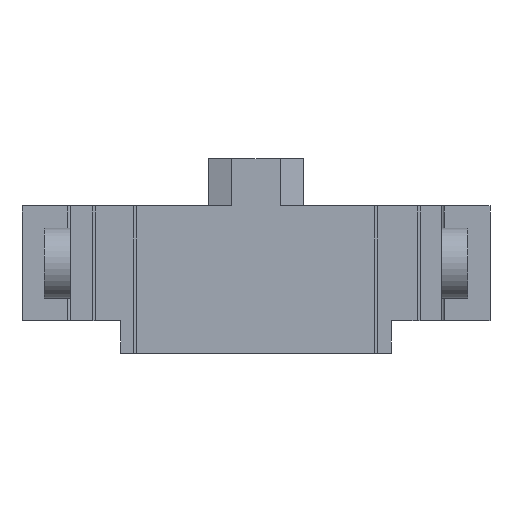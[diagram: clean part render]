
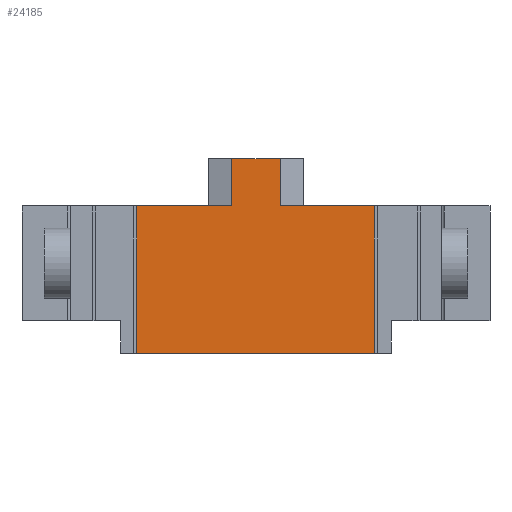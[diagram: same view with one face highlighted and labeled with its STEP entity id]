
A CAD part, front view. The second image highlights one B-rep face of the part: STEP entity #24185.
In plain terms, the highlighted planar face has unit normal (0, -1, 0).
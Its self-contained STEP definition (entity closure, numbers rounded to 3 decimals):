
#3563 = PLANE('',#3564);
#3564 = AXIS2_PLACEMENT_3D('',#3565,#3566,#3567);
#3565 = CARTESIAN_POINT('',(-15.9,-20.,3.4));
#3566 = DIRECTION('',(0.,0.,1.));
#3567 = DIRECTION('',(1.,0.,-0.));
#4781 = PLANE('',#4782);
#4782 = AXIS2_PLACEMENT_3D('',#4783,#4784,#4785);
#4783 = CARTESIAN_POINT('',(-12.6,-19.9,-6.6));
#4784 = DIRECTION('',(0.,0.,-1.));
#4785 = DIRECTION('',(0.,1.,0.));
#5747 = PLANE('',#5748);
#5748 = AXIS2_PLACEMENT_3D('',#5749,#5750,#5751);
#5749 = CARTESIAN_POINT('',(-15.9,-20.,3.4));
#5750 = DIRECTION('',(0.,0.,1.));
#5751 = DIRECTION('',(1.,0.,-0.));
#10005 = VERTEX_POINT('',#10006);
#10006 = CARTESIAN_POINT('',(1.65,-19.9,3.4));
#10022 = PLANE('',#10023);
#10023 = AXIS2_PLACEMENT_3D('',#10024,#10025,#10026);
#10024 = CARTESIAN_POINT('',(2.45,-19.667,3.4));
#10025 = DIRECTION('',(0.28,-0.96,0.));
#10026 = DIRECTION('',(0.,0.,-1.));
#10034 = EDGE_CURVE('',#10035,#10005,#10037,.T.);
#10035 = VERTEX_POINT('',#10036);
#10036 = CARTESIAN_POINT('',(8.05,-19.9,3.4));
#10037 = SURFACE_CURVE('',#10038,(#10042,#10049),.PCURVE_S1.);
#10038 = LINE('',#10039,#10040);
#10039 = CARTESIAN_POINT('',(12.6,-19.9,3.4));
#10040 = VECTOR('',#10041,1.);
#10041 = DIRECTION('',(-1.,0.,0.));
#10042 = PCURVE('',#3563,#10043);
#10043 = DEFINITIONAL_REPRESENTATION('',(#10044),#10048);
#10044 = LINE('',#10045,#10046);
#10045 = CARTESIAN_POINT('',(28.5,0.1));
#10046 = VECTOR('',#10047,1.);
#10047 = DIRECTION('',(-1.,0.));
#10048 = ( GEOMETRIC_REPRESENTATION_CONTEXT(2) 
PARAMETRIC_REPRESENTATION_CONTEXT() REPRESENTATION_CONTEXT('2D SPACE',''
  ) );
#10049 = PCURVE('',#10050,#10055);
#10050 = PLANE('',#10051);
#10051 = AXIS2_PLACEMENT_3D('',#10052,#10053,#10054);
#10052 = CARTESIAN_POINT('',(8.,-19.9,-6.6));
#10053 = DIRECTION('',(0.,1.,0.));
#10054 = DIRECTION('',(0.,0.,1.));
#10055 = DEFINITIONAL_REPRESENTATION('',(#10056),#10060);
#10056 = LINE('',#10057,#10058);
#10057 = CARTESIAN_POINT('',(10.,4.6));
#10058 = VECTOR('',#10059,1.);
#10059 = DIRECTION('',(0.,-1.));
#10060 = ( GEOMETRIC_REPRESENTATION_CONTEXT(2) 
PARAMETRIC_REPRESENTATION_CONTEXT() REPRESENTATION_CONTEXT('2D SPACE',''
  ) );
#10078 = PLANE('',#10079);
#10079 = AXIS2_PLACEMENT_3D('',#10080,#10081,#10082);
#10080 = CARTESIAN_POINT('',(8.05,-19.9,-6.6));
#10081 = DIRECTION('',(-1.,0.,0.));
#10082 = DIRECTION('',(0.,0.,1.));
#13587 = EDGE_CURVE('',#13588,#13590,#13592,.T.);
#13588 = VERTEX_POINT('',#13589);
#13589 = CARTESIAN_POINT('',(8.05,-19.9,-6.6));
#13590 = VERTEX_POINT('',#13591);
#13591 = CARTESIAN_POINT('',(-8.1,-19.9,-6.6));
#13592 = SURFACE_CURVE('',#13593,(#13597,#13604),.PCURVE_S1.);
#13593 = LINE('',#13594,#13595);
#13594 = CARTESIAN_POINT('',(8.05,-19.9,-6.6));
#13595 = VECTOR('',#13596,1.);
#13596 = DIRECTION('',(-1.,0.,0.));
#13597 = PCURVE('',#4781,#13598);
#13598 = DEFINITIONAL_REPRESENTATION('',(#13599),#13603);
#13599 = LINE('',#13600,#13601);
#13600 = CARTESIAN_POINT('',(0.,20.65));
#13601 = VECTOR('',#13602,1.);
#13602 = DIRECTION('',(0.,-1.));
#13603 = ( GEOMETRIC_REPRESENTATION_CONTEXT(2) 
PARAMETRIC_REPRESENTATION_CONTEXT() REPRESENTATION_CONTEXT('2D SPACE',''
  ) );
#13604 = PCURVE('',#10050,#13605);
#13605 = DEFINITIONAL_REPRESENTATION('',(#13606),#13610);
#13606 = LINE('',#13607,#13608);
#13607 = CARTESIAN_POINT('',(0.,0.05));
#13608 = VECTOR('',#13609,1.);
#13609 = DIRECTION('',(0.,-1.));
#13610 = ( GEOMETRIC_REPRESENTATION_CONTEXT(2) 
PARAMETRIC_REPRESENTATION_CONTEXT() REPRESENTATION_CONTEXT('2D SPACE',''
  ) );
#13628 = PLANE('',#13629);
#13629 = AXIS2_PLACEMENT_3D('',#13630,#13631,#13632);
#13630 = CARTESIAN_POINT('',(-8.1,-19.1,-6.6));
#13631 = DIRECTION('',(-1.,0.,0.));
#13632 = DIRECTION('',(0.,0.,1.));
#14544 = VERTEX_POINT('',#14545);
#14545 = CARTESIAN_POINT('',(-8.1,-19.9,3.4));
#14566 = EDGE_CURVE('',#14567,#14544,#14569,.T.);
#14567 = VERTEX_POINT('',#14568);
#14568 = CARTESIAN_POINT('',(-1.65,-19.9,3.4));
#14569 = SURFACE_CURVE('',#14570,(#14574,#14581),.PCURVE_S1.);
#14570 = LINE('',#14571,#14572);
#14571 = CARTESIAN_POINT('',(12.6,-19.9,3.4));
#14572 = VECTOR('',#14573,1.);
#14573 = DIRECTION('',(-1.,0.,0.));
#14574 = PCURVE('',#5747,#14575);
#14575 = DEFINITIONAL_REPRESENTATION('',(#14576),#14580);
#14576 = LINE('',#14577,#14578);
#14577 = CARTESIAN_POINT('',(28.5,0.1));
#14578 = VECTOR('',#14579,1.);
#14579 = DIRECTION('',(-1.,0.));
#14580 = ( GEOMETRIC_REPRESENTATION_CONTEXT(2) 
PARAMETRIC_REPRESENTATION_CONTEXT() REPRESENTATION_CONTEXT('2D SPACE',''
  ) );
#14581 = PCURVE('',#10050,#14582);
#14582 = DEFINITIONAL_REPRESENTATION('',(#14583),#14587);
#14583 = LINE('',#14584,#14585);
#14584 = CARTESIAN_POINT('',(10.,4.6));
#14585 = VECTOR('',#14586,1.);
#14586 = DIRECTION('',(0.,-1.));
#14587 = ( GEOMETRIC_REPRESENTATION_CONTEXT(2) 
PARAMETRIC_REPRESENTATION_CONTEXT() REPRESENTATION_CONTEXT('2D SPACE',''
  ) );
#14605 = PLANE('',#14606);
#14606 = AXIS2_PLACEMENT_3D('',#14607,#14608,#14609);
#14607 = CARTESIAN_POINT('',(-2.45,-19.667,3.4));
#14608 = DIRECTION('',(0.28,0.96,0.));
#14609 = DIRECTION('',(0.,0.,-1.));
#18152 = PLANE('',#18153);
#18153 = AXIS2_PLACEMENT_3D('',#18154,#18155,#18156);
#18154 = CARTESIAN_POINT('',(-1.65,-20.,6.6));
#18155 = DIRECTION('',(0.,0.,1.));
#18156 = DIRECTION('',(1.,0.,-0.));
#19271 = EDGE_CURVE('',#10005,#19272,#19274,.T.);
#19272 = VERTEX_POINT('',#19273);
#19273 = CARTESIAN_POINT('',(1.65,-19.9,6.6));
#19274 = SURFACE_CURVE('',#19275,(#19279,#19286),.PCURVE_S1.);
#19275 = LINE('',#19276,#19277);
#19276 = CARTESIAN_POINT('',(1.65,-19.9,5.));
#19277 = VECTOR('',#19278,1.);
#19278 = DIRECTION('',(-0.,0.,1.));
#19279 = PCURVE('',#10022,#19280);
#19280 = DEFINITIONAL_REPRESENTATION('',(#19281),#19285);
#19281 = LINE('',#19282,#19283);
#19282 = CARTESIAN_POINT('',(-1.6,-0.833));
#19283 = VECTOR('',#19284,1.);
#19284 = DIRECTION('',(-1.,0.));
#19285 = ( GEOMETRIC_REPRESENTATION_CONTEXT(2) 
PARAMETRIC_REPRESENTATION_CONTEXT() REPRESENTATION_CONTEXT('2D SPACE',''
  ) );
#19286 = PCURVE('',#10050,#19287);
#19287 = DEFINITIONAL_REPRESENTATION('',(#19288),#19292);
#19288 = LINE('',#19289,#19290);
#19289 = CARTESIAN_POINT('',(11.6,-6.35));
#19290 = VECTOR('',#19291,1.);
#19291 = DIRECTION('',(1.,0.));
#19292 = ( GEOMETRIC_REPRESENTATION_CONTEXT(2) 
PARAMETRIC_REPRESENTATION_CONTEXT() REPRESENTATION_CONTEXT('2D SPACE',''
  ) );
#24163 = EDGE_CURVE('',#13588,#10035,#24164,.T.);
#24164 = SURFACE_CURVE('',#24165,(#24169,#24176),.PCURVE_S1.);
#24165 = LINE('',#24166,#24167);
#24166 = CARTESIAN_POINT('',(8.05,-19.9,-6.6));
#24167 = VECTOR('',#24168,1.);
#24168 = DIRECTION('',(0.,0.,1.));
#24169 = PCURVE('',#10078,#24170);
#24170 = DEFINITIONAL_REPRESENTATION('',(#24171),#24175);
#24171 = LINE('',#24172,#24173);
#24172 = CARTESIAN_POINT('',(0.,0.));
#24173 = VECTOR('',#24174,1.);
#24174 = DIRECTION('',(1.,0.));
#24175 = ( GEOMETRIC_REPRESENTATION_CONTEXT(2) 
PARAMETRIC_REPRESENTATION_CONTEXT() REPRESENTATION_CONTEXT('2D SPACE',''
  ) );
#24176 = PCURVE('',#10050,#24177);
#24177 = DEFINITIONAL_REPRESENTATION('',(#24178),#24182);
#24178 = LINE('',#24179,#24180);
#24179 = CARTESIAN_POINT('',(0.,0.05));
#24180 = VECTOR('',#24181,1.);
#24181 = DIRECTION('',(1.,0.));
#24182 = ( GEOMETRIC_REPRESENTATION_CONTEXT(2) 
PARAMETRIC_REPRESENTATION_CONTEXT() REPRESENTATION_CONTEXT('2D SPACE',''
  ) );
#24185 = ADVANCED_FACE('',(#24186),#10050,.F.);
#24186 = FACE_BOUND('',#24187,.F.);
#24187 = EDGE_LOOP('',(#24188,#24209,#24210,#24233,#24254,#24255,#24256,
    #24257));
#24188 = ORIENTED_EDGE('',*,*,#24189,.T.);
#24189 = EDGE_CURVE('',#13590,#14544,#24190,.T.);
#24190 = SURFACE_CURVE('',#24191,(#24195,#24202),.PCURVE_S1.);
#24191 = LINE('',#24192,#24193);
#24192 = CARTESIAN_POINT('',(-8.1,-19.9,-0.5));
#24193 = VECTOR('',#24194,1.);
#24194 = DIRECTION('',(0.,-0.,1.));
#24195 = PCURVE('',#10050,#24196);
#24196 = DEFINITIONAL_REPRESENTATION('',(#24197),#24201);
#24197 = LINE('',#24198,#24199);
#24198 = CARTESIAN_POINT('',(6.1,-16.1));
#24199 = VECTOR('',#24200,1.);
#24200 = DIRECTION('',(1.,0.));
#24201 = ( GEOMETRIC_REPRESENTATION_CONTEXT(2) 
PARAMETRIC_REPRESENTATION_CONTEXT() REPRESENTATION_CONTEXT('2D SPACE',''
  ) );
#24202 = PCURVE('',#13628,#24203);
#24203 = DEFINITIONAL_REPRESENTATION('',(#24204),#24208);
#24204 = LINE('',#24205,#24206);
#24205 = CARTESIAN_POINT('',(6.1,-0.8));
#24206 = VECTOR('',#24207,1.);
#24207 = DIRECTION('',(1.,0.));
#24208 = ( GEOMETRIC_REPRESENTATION_CONTEXT(2) 
PARAMETRIC_REPRESENTATION_CONTEXT() REPRESENTATION_CONTEXT('2D SPACE',''
  ) );
#24209 = ORIENTED_EDGE('',*,*,#14566,.F.);
#24210 = ORIENTED_EDGE('',*,*,#24211,.F.);
#24211 = EDGE_CURVE('',#24212,#14567,#24214,.T.);
#24212 = VERTEX_POINT('',#24213);
#24213 = CARTESIAN_POINT('',(-1.65,-19.9,6.6));
#24214 = SURFACE_CURVE('',#24215,(#24219,#24226),.PCURVE_S1.);
#24215 = LINE('',#24216,#24217);
#24216 = CARTESIAN_POINT('',(-1.65,-19.9,3.4));
#24217 = VECTOR('',#24218,1.);
#24218 = DIRECTION('',(0.,0.,-1.));
#24219 = PCURVE('',#10050,#24220);
#24220 = DEFINITIONAL_REPRESENTATION('',(#24221),#24225);
#24221 = LINE('',#24222,#24223);
#24222 = CARTESIAN_POINT('',(10.,-9.65));
#24223 = VECTOR('',#24224,1.);
#24224 = DIRECTION('',(-1.,0.));
#24225 = ( GEOMETRIC_REPRESENTATION_CONTEXT(2) 
PARAMETRIC_REPRESENTATION_CONTEXT() REPRESENTATION_CONTEXT('2D SPACE',''
  ) );
#24226 = PCURVE('',#14605,#24227);
#24227 = DEFINITIONAL_REPRESENTATION('',(#24228),#24232);
#24228 = LINE('',#24229,#24230);
#24229 = CARTESIAN_POINT('',(0.,-0.833));
#24230 = VECTOR('',#24231,1.);
#24231 = DIRECTION('',(1.,-0.));
#24232 = ( GEOMETRIC_REPRESENTATION_CONTEXT(2) 
PARAMETRIC_REPRESENTATION_CONTEXT() REPRESENTATION_CONTEXT('2D SPACE',''
  ) );
#24233 = ORIENTED_EDGE('',*,*,#24234,.F.);
#24234 = EDGE_CURVE('',#19272,#24212,#24235,.T.);
#24235 = SURFACE_CURVE('',#24236,(#24240,#24247),.PCURVE_S1.);
#24236 = LINE('',#24237,#24238);
#24237 = CARTESIAN_POINT('',(3.25,-19.9,6.6));
#24238 = VECTOR('',#24239,1.);
#24239 = DIRECTION('',(-1.,0.,0.));
#24240 = PCURVE('',#10050,#24241);
#24241 = DEFINITIONAL_REPRESENTATION('',(#24242),#24246);
#24242 = LINE('',#24243,#24244);
#24243 = CARTESIAN_POINT('',(13.2,-4.75));
#24244 = VECTOR('',#24245,1.);
#24245 = DIRECTION('',(0.,-1.));
#24246 = ( GEOMETRIC_REPRESENTATION_CONTEXT(2) 
PARAMETRIC_REPRESENTATION_CONTEXT() REPRESENTATION_CONTEXT('2D SPACE',''
  ) );
#24247 = PCURVE('',#18152,#24248);
#24248 = DEFINITIONAL_REPRESENTATION('',(#24249),#24253);
#24249 = LINE('',#24250,#24251);
#24250 = CARTESIAN_POINT('',(4.9,0.1));
#24251 = VECTOR('',#24252,1.);
#24252 = DIRECTION('',(-1.,0.));
#24253 = ( GEOMETRIC_REPRESENTATION_CONTEXT(2) 
PARAMETRIC_REPRESENTATION_CONTEXT() REPRESENTATION_CONTEXT('2D SPACE',''
  ) );
#24254 = ORIENTED_EDGE('',*,*,#19271,.F.);
#24255 = ORIENTED_EDGE('',*,*,#10034,.F.);
#24256 = ORIENTED_EDGE('',*,*,#24163,.F.);
#24257 = ORIENTED_EDGE('',*,*,#13587,.T.);
